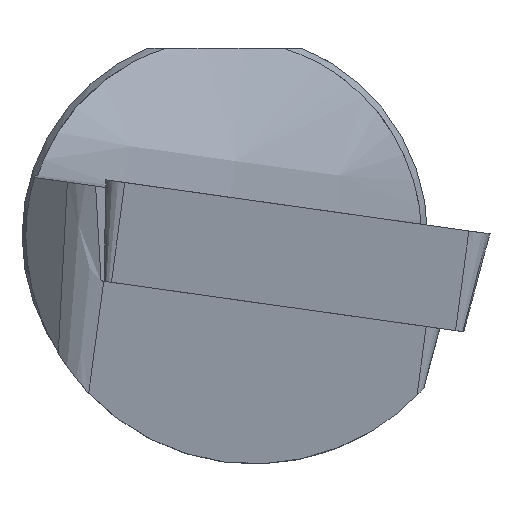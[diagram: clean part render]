
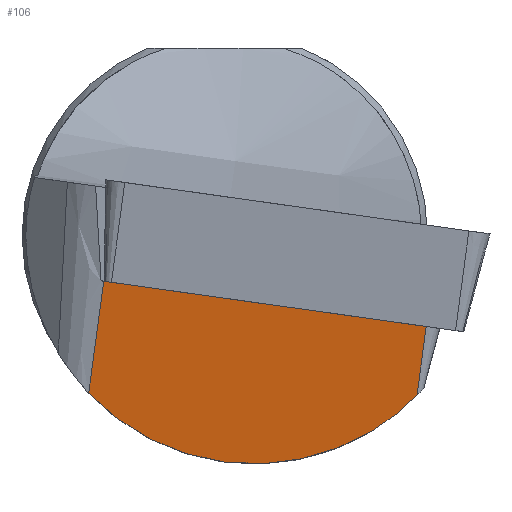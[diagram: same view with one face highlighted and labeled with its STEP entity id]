
A CAD part, left-side view. The second image highlights one B-rep face of the part: STEP entity #106.
In plain terms, the highlighted planar face has unit normal (-0.991, 0.068, -0.114).
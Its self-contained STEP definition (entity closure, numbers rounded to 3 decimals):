
#106=ADVANCED_FACE('',(#153),#137,.T.);
#137=PLANE('',#575);
#153=FACE_OUTER_BOUND('',#183,.T.);
#183=EDGE_LOOP('',(#219,#220,#221,#222));
#215=ELLIPSE('',#574,9.08,9.);
#219=ORIENTED_EDGE('',*,*,#424,.F.);
#220=ORIENTED_EDGE('',*,*,#425,.F.);
#221=ORIENTED_EDGE('',*,*,#426,.T.);
#222=ORIENTED_EDGE('',*,*,#427,.T.);
#373=VERTEX_POINT('',#770);
#374=VERTEX_POINT('',#771);
#375=VERTEX_POINT('',#773);
#376=VERTEX_POINT('',#775);
#424=EDGE_CURVE('',#373,#374,#501,.T.);
#425=EDGE_CURVE('',#375,#373,#502,.T.);
#426=EDGE_CURVE('',#375,#376,#215,.T.);
#427=EDGE_CURVE('',#376,#374,#503,.T.);
#501=LINE('',#769,#537);
#502=LINE('',#772,#538);
#503=LINE('',#776,#539);
#537=VECTOR('',#628,1.);
#538=VECTOR('',#629,1.);
#539=VECTOR('',#632,1.);
#574=AXIS2_PLACEMENT_3D('',#774,#630,#631);
#575=AXIS2_PLACEMENT_3D('',#777,#633,#634);
#628=DIRECTION('',(-0.052,-0.989,-0.139));
#629=DIRECTION('',(-0.122,-0.132,0.984));
#630=DIRECTION('',(-0.991,0.068,-0.114));
#631=DIRECTION('',(0.132,0.509,-0.851));
#632=DIRECTION('',(-0.122,-0.132,0.984));
#633=DIRECTION('',(-0.991,0.068,-0.114));
#634=DIRECTION('',(-0.114,0.,0.994));
#769=CARTESIAN_POINT('',(0.802,-8.27,-3.625));
#770=CARTESIAN_POINT('',(1.486,4.777,-1.792));
#771=CARTESIAN_POINT('',(0.82,-7.946,-3.58));
#772=CARTESIAN_POINT('',(0.999,4.249,2.143));
#773=CARTESIAN_POINT('',(2.032,5.368,-6.206));
#774=CARTESIAN_POINT('',(0.875,-1.15,0.));
#775=CARTESIAN_POINT('',(1.156,-7.581,-6.296));
#776=CARTESIAN_POINT('',(0.333,-8.473,0.355));
#777=CARTESIAN_POINT('',(0.316,-8.798,0.309));
